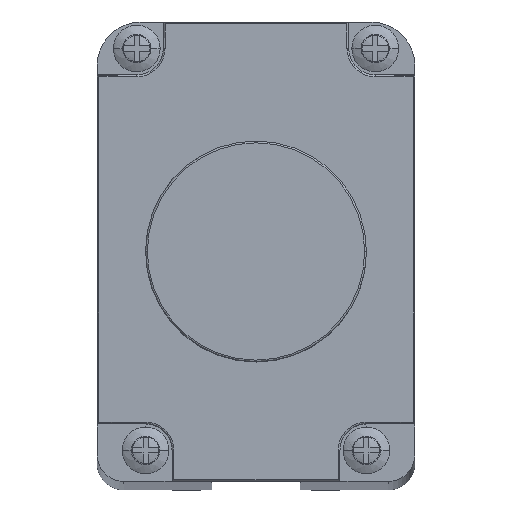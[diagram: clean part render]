
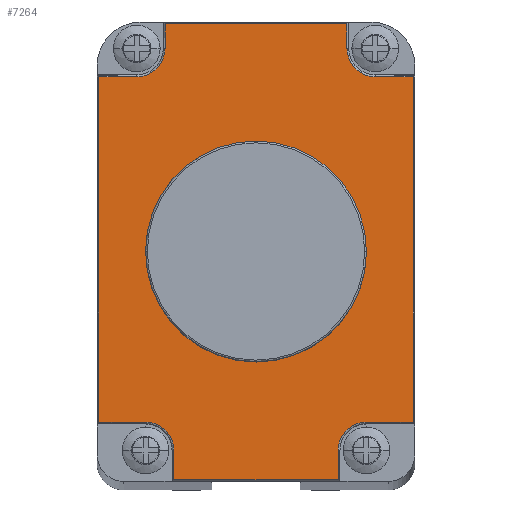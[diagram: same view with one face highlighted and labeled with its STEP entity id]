
A CAD part, top view. The second image highlights one B-rep face of the part: STEP entity #7264.
In plain terms, the highlighted planar face has unit normal (0, 0, 1).
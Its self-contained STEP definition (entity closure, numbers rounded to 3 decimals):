
#1093=CARTESIAN_POINT('',(-8.22,49.3,-12.));
#1094=DIRECTION('',(0.,0.,1.));
#1095=DIRECTION('',(-1.,0.,0.));
#1096=AXIS2_PLACEMENT_3D('',#1093,#1094,#1095);
#1098=CARTESIAN_POINT('',(-9.22,3.8,-12.));
#1099=DIRECTION('',(0.,0.,1.));
#1100=DIRECTION('',(0.,1.,0.));
#1101=AXIS2_PLACEMENT_3D('',#1098,#1099,#1100);
#1103=CARTESIAN_POINT('',(-34.22,3.8,-12.));
#1104=DIRECTION('',(0.,0.,1.));
#1105=DIRECTION('',(1.,0.,0.));
#1106=AXIS2_PLACEMENT_3D('',#1103,#1104,#1105);
#1108=CARTESIAN_POINT('',(-35.22,49.3,-12.));
#1109=DIRECTION('',(0.,0.,1.));
#1110=DIRECTION('',(0.,-1.,0.));
#1111=AXIS2_PLACEMENT_3D('',#1108,#1109,#1110);
#1113=CARTESIAN_POINT('',(-21.72,26.3,-12.));
#1114=DIRECTION('',(0.,0.,1.));
#1115=DIRECTION('',(1.,0.,0.));
#1116=AXIS2_PLACEMENT_3D('',#1113,#1114,#1115);
#1118=CARTESIAN_POINT('',(-21.72,26.3,-12.));
#1119=DIRECTION('',(0.,0.,1.));
#1120=DIRECTION('',(-1.,0.,0.));
#1121=AXIS2_PLACEMENT_3D('',#1118,#1119,#1120);
#1127=DIRECTION('',(0.,1.,0.));
#1128=VECTOR('',#1127,2.8);
#1129=CARTESIAN_POINT('',(-11.42,49.3,-12.));
#1130=LINE('',#1129,#1128);
#1478=DIRECTION('',(-1.,0.,0.));
#1479=VECTOR('',#1478,4.3);
#1480=CARTESIAN_POINT('',(-35.22,46.1,-12.));
#1481=LINE('',#1480,#1479);
#1501=DIRECTION('',(0.,-1.,0.));
#1502=VECTOR('',#1501,39.1);
#1503=CARTESIAN_POINT('',(-39.52,46.1,-12.));
#1504=LINE('',#1503,#1502);
#1505=DIRECTION('',(1.,0.,0.));
#1506=VECTOR('',#1505,5.3);
#1507=CARTESIAN_POINT('',(-39.52,7.,-12.));
#1508=LINE('',#1507,#1506);
#1524=DIRECTION('',(0.,-1.,0.));
#1525=VECTOR('',#1524,2.8);
#1526=CARTESIAN_POINT('',(-32.02,52.1,-12.));
#1527=LINE('',#1526,#1525);
#1554=DIRECTION('',(-1.,0.,0.));
#1555=VECTOR('',#1554,20.6);
#1556=CARTESIAN_POINT('',(-11.42,52.1,-12.));
#1557=LINE('',#1556,#1555);
#1895=DIRECTION('',(-1.,0.,0.));
#1896=VECTOR('',#1895,4.3);
#1897=CARTESIAN_POINT('',(-3.92,46.1,-12.));
#1898=LINE('',#1897,#1896);
#1925=DIRECTION('',(0.,1.,0.));
#1926=VECTOR('',#1925,39.1);
#1927=CARTESIAN_POINT('',(-3.92,7.,-12.));
#1928=LINE('',#1927,#1926);
#1933=DIRECTION('',(1.,0.,0.));
#1934=VECTOR('',#1933,5.3);
#1935=CARTESIAN_POINT('',(-9.22,7.,-12.));
#1936=LINE('',#1935,#1934);
#1988=DIRECTION('',(0.,1.,0.));
#1989=VECTOR('',#1988,3.3);
#1990=CARTESIAN_POINT('',(-12.42,0.5,-12.));
#1991=LINE('',#1990,#1989);
#2018=DIRECTION('',(1.,0.,0.));
#2019=VECTOR('',#2018,18.6);
#2020=CARTESIAN_POINT('',(-31.02,0.5,-12.));
#2021=LINE('',#2020,#2019);
#2026=DIRECTION('',(0.,-1.,0.));
#2027=VECTOR('',#2026,3.3);
#2028=CARTESIAN_POINT('',(-31.02,3.8,-12.));
#2029=LINE('',#2028,#2027);
#5150=CARTESIAN_POINT('',(-31.02,3.8,-12.));
#5151=CARTESIAN_POINT('',(-34.22,7.,-12.));
#5152=VERTEX_POINT('',#5150);
#5153=VERTEX_POINT('',#5151);
#5154=CARTESIAN_POINT('',(-11.42,49.3,-12.));
#5155=CARTESIAN_POINT('',(-11.42,52.1,-12.));
#5156=VERTEX_POINT('',#5154);
#5157=VERTEX_POINT('',#5155);
#5158=CARTESIAN_POINT('',(-8.22,46.1,-12.));
#5159=VERTEX_POINT('',#5158);
#5160=CARTESIAN_POINT('',(-3.92,46.1,-12.));
#5161=VERTEX_POINT('',#5160);
#5162=CARTESIAN_POINT('',(-3.92,7.,-12.));
#5163=VERTEX_POINT('',#5162);
#5164=CARTESIAN_POINT('',(-9.22,7.,-12.));
#5165=VERTEX_POINT('',#5164);
#5166=CARTESIAN_POINT('',(-12.42,3.8,-12.));
#5167=VERTEX_POINT('',#5166);
#5168=CARTESIAN_POINT('',(-12.42,0.5,-12.));
#5169=VERTEX_POINT('',#5168);
#5170=CARTESIAN_POINT('',(-31.02,0.5,-12.));
#5171=VERTEX_POINT('',#5170);
#5172=CARTESIAN_POINT('',(-39.52,7.,-12.));
#5173=VERTEX_POINT('',#5172);
#5174=CARTESIAN_POINT('',(-39.52,46.1,-12.));
#5175=VERTEX_POINT('',#5174);
#5176=CARTESIAN_POINT('',(-35.22,46.1,-12.));
#5177=VERTEX_POINT('',#5176);
#5178=CARTESIAN_POINT('',(-32.02,49.3,-12.));
#5179=VERTEX_POINT('',#5178);
#5180=CARTESIAN_POINT('',(-32.02,52.1,-12.));
#5181=VERTEX_POINT('',#5180);
#5182=CARTESIAN_POINT('',(-9.22,26.3,-12.));
#5183=CARTESIAN_POINT('',(-34.22,26.3,-12.));
#5184=VERTEX_POINT('',#5182);
#5185=VERTEX_POINT('',#5183);
#7220=CARTESIAN_POINT('',(-21.72,26.3,-12.));
#7221=DIRECTION('',(0.,0.,1.));
#7222=DIRECTION('',(1.,0.,0.));
#7223=AXIS2_PLACEMENT_3D('',#7220,#7221,#7222);
#7224=PLANE('',#7223);
#7226=ORIENTED_EDGE('',*,*,#7225,.F.);
#7228=ORIENTED_EDGE('',*,*,#7227,.T.);
#7230=ORIENTED_EDGE('',*,*,#7229,.F.);
#7232=ORIENTED_EDGE('',*,*,#7231,.F.);
#7234=ORIENTED_EDGE('',*,*,#7233,.F.);
#7236=ORIENTED_EDGE('',*,*,#7235,.T.);
#7238=ORIENTED_EDGE('',*,*,#7237,.F.);
#7240=ORIENTED_EDGE('',*,*,#7239,.F.);
#7242=ORIENTED_EDGE('',*,*,#7241,.F.);
#7243=ORIENTED_EDGE('',*,*,#7210,.T.);
#7245=ORIENTED_EDGE('',*,*,#7244,.F.);
#7247=ORIENTED_EDGE('',*,*,#7246,.F.);
#7249=ORIENTED_EDGE('',*,*,#7248,.F.);
#7251=ORIENTED_EDGE('',*,*,#7250,.T.);
#7253=ORIENTED_EDGE('',*,*,#7252,.F.);
#7255=ORIENTED_EDGE('',*,*,#7254,.F.);
#7256=EDGE_LOOP('',(#7226,#7228,#7230,#7232,#7234,#7236,#7238,#7240,#7242,#7243,
#7245,#7247,#7249,#7251,#7253,#7255));
#7257=FACE_OUTER_BOUND('',#7256,.F.);
#7259=ORIENTED_EDGE('',*,*,#7258,.T.);
#7261=ORIENTED_EDGE('',*,*,#7260,.T.);
#7262=EDGE_LOOP('',(#7259,#7261));
#7263=FACE_BOUND('',#7262,.F.);
#7264=ADVANCED_FACE('',(#7257,#7263),#7224,.T.);
#1097=CIRCLE('',#1096,3.2);
#1102=CIRCLE('',#1101,3.2);
#1107=CIRCLE('',#1106,3.2);
#1112=CIRCLE('',#1111,3.2);
#1117=CIRCLE('',#1116,12.5);
#1122=CIRCLE('',#1121,12.5);
#7210=EDGE_CURVE('',#5152,#5153,#1107,.T.);
#7225=EDGE_CURVE('',#5156,#5157,#1130,.T.);
#7227=EDGE_CURVE('',#5156,#5159,#1097,.T.);
#7229=EDGE_CURVE('',#5161,#5159,#1898,.T.);
#7231=EDGE_CURVE('',#5163,#5161,#1928,.T.);
#7233=EDGE_CURVE('',#5165,#5163,#1936,.T.);
#7235=EDGE_CURVE('',#5165,#5167,#1102,.T.);
#7237=EDGE_CURVE('',#5169,#5167,#1991,.T.);
#7239=EDGE_CURVE('',#5171,#5169,#2021,.T.);
#7241=EDGE_CURVE('',#5152,#5171,#2029,.T.);
#7244=EDGE_CURVE('',#5173,#5153,#1508,.T.);
#7246=EDGE_CURVE('',#5175,#5173,#1504,.T.);
#7248=EDGE_CURVE('',#5177,#5175,#1481,.T.);
#7250=EDGE_CURVE('',#5177,#5179,#1112,.T.);
#7252=EDGE_CURVE('',#5181,#5179,#1527,.T.);
#7254=EDGE_CURVE('',#5157,#5181,#1557,.T.);
#7258=EDGE_CURVE('',#5184,#5185,#1117,.T.);
#7260=EDGE_CURVE('',#5185,#5184,#1122,.T.);
